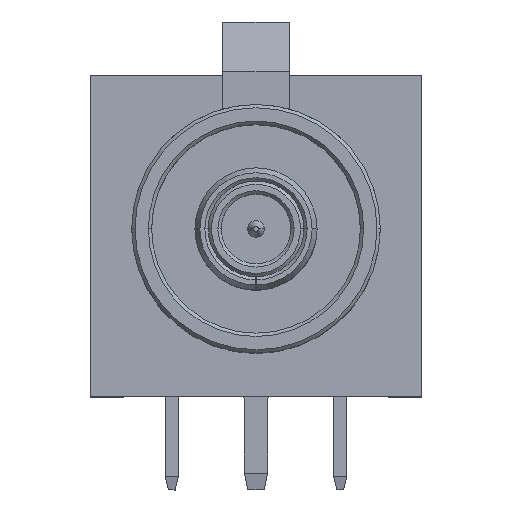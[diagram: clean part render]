
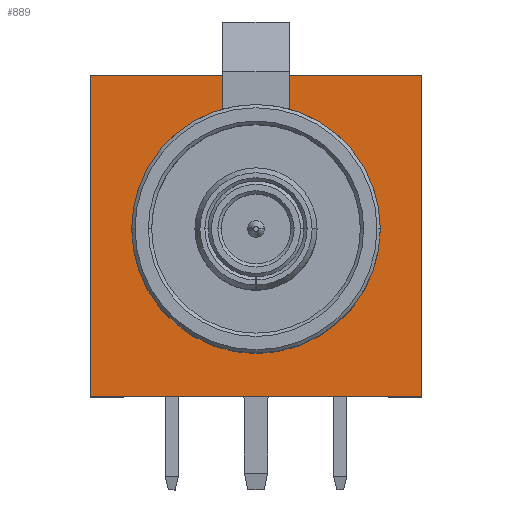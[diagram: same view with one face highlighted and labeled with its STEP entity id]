
A CAD part, top view. The second image highlights one B-rep face of the part: STEP entity #889.
In plain terms, the highlighted planar face has unit normal (0, 0, 1).
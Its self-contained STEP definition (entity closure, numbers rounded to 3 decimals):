
#52 = CARTESIAN_POINT ( 'NONE',  ( 5., -5.05, 5.98 ) ) ;
#144 = EDGE_CURVE ( 'NONE', #1893, #852, #718, .T. ) ;
#166 = DIRECTION ( 'NONE',  ( 1., 0., 0. ) ) ;
#199 = VECTOR ( 'NONE', #1964, 1000. ) ;
#237 = CARTESIAN_POINT ( 'NONE',  ( 0., 4.65, 5.98 ) ) ;
#278 = AXIS2_PLACEMENT_3D ( 'NONE', #4749, #2279, #5177 ) ;
#282 = VERTEX_POINT ( 'NONE', #4125 ) ;
#357 = DIRECTION ( 'NONE',  ( 0., 0., 1. ) ) ;
#376 = VECTOR ( 'NONE', #4780, 1000. ) ;
#446 = LINE ( 'NONE', #761, #199 ) ;
#489 = VERTEX_POINT ( 'NONE', #4965 ) ;
#598 = ORIENTED_EDGE ( 'NONE', *, *, #891, .T. ) ;
#643 = CARTESIAN_POINT ( 'NONE',  ( -1., 2.5, 5.98 ) ) ;
#659 = ORIENTED_EDGE ( 'NONE', *, *, #850, .F. ) ;
#718 = LINE ( 'NONE', #4200, #2879 ) ;
#719 = VERTEX_POINT ( 'NONE', #916 ) ;
#725 = CARTESIAN_POINT ( 'NONE',  ( 1., 3.614, 5.98 ) ) ;
#729 = ORIENTED_EDGE ( 'NONE', *, *, #5281, .F. ) ;
#761 = CARTESIAN_POINT ( 'NONE',  ( 0., -5.05, 5.98 ) ) ;
#807 = LINE ( 'NONE', #237, #4910 ) ;
#850 = EDGE_CURVE ( 'NONE', #2060, #489, #3696, .T. ) ;
#851 = VERTEX_POINT ( 'NONE', #725 ) ;
#852 = VERTEX_POINT ( 'NONE', #1542 ) ;
#889 = ADVANCED_FACE ( 'NONE', ( #2336 ), #3183, .T. ) ;
#891 = EDGE_CURVE ( 'NONE', #1944, #1893, #446, .T. ) ;
#916 = CARTESIAN_POINT ( 'NONE',  ( -1., 3.614, 5.98 ) ) ;
#1120 = CARTESIAN_POINT ( 'NONE',  ( -5., -5.05, 5.98 ) ) ;
#1436 = VECTOR ( 'NONE', #2093, 1000. ) ;
#1457 = VECTOR ( 'NONE', #3211, 1000. ) ;
#1468 = EDGE_CURVE ( 'NONE', #719, #1742, #4319, .T. ) ;
#1542 = CARTESIAN_POINT ( 'NONE',  ( 5., 4.65, 5.98 ) ) ;
#1742 = VERTEX_POINT ( 'NONE', #4898 ) ;
#1893 = VERTEX_POINT ( 'NONE', #52 ) ;
#1908 = EDGE_CURVE ( 'NONE', #1944, #282, #4835, .T. ) ;
#1944 = VERTEX_POINT ( 'NONE', #1120 ) ;
#1964 = DIRECTION ( 'NONE',  ( 1., 0., 0. ) ) ;
#2058 = CARTESIAN_POINT ( 'NONE',  ( -3.75, 0., 5.98 ) ) ;
#2060 = VERTEX_POINT ( 'NONE', #2058 ) ;
#2085 = VERTEX_POINT ( 'NONE', #3706 ) ;
#2093 = DIRECTION ( 'NONE',  ( 0., 1., 0. ) ) ;
#2162 = DIRECTION ( 'NONE',  ( 0., 1., 0. ) ) ;
#2279 = DIRECTION ( 'NONE',  ( 0., 0., 1. ) ) ;
#2336 = FACE_OUTER_BOUND ( 'NONE', #4308, .T. ) ;
#2348 = CARTESIAN_POINT ( 'NONE',  ( 0., 0., 5.98 ) ) ;
#2401 = AXIS2_PLACEMENT_3D ( 'NONE', #5074, #2588, #166 ) ;
#2437 = ORIENTED_EDGE ( 'NONE', *, *, #2907, .F. ) ;
#2528 = LINE ( 'NONE', #3951, #1457 ) ;
#2588 = DIRECTION ( 'NONE',  ( 0., 0., 1. ) ) ;
#2651 = LINE ( 'NONE', #3893, #376 ) ;
#2661 = DIRECTION ( 'NONE',  ( 1., 0., 0. ) ) ;
#2663 = DIRECTION ( 'NONE',  ( 0., 1., 0. ) ) ;
#2759 = DIRECTION ( 'NONE',  ( 1., 0., 0. ) ) ;
#2778 = CARTESIAN_POINT ( 'NONE',  ( 0., 0., 5.98 ) ) ;
#2811 = ORIENTED_EDGE ( 'NONE', *, *, #1908, .F. ) ;
#2836 = CIRCLE ( 'NONE', #278, 3.75 ) ;
#2879 = VECTOR ( 'NONE', #2162, 1000. ) ;
#2907 = EDGE_CURVE ( 'NONE', #851, #2085, #2528, .T. ) ;
#3183 = PLANE ( 'NONE',  #4950 ) ;
#3195 = DIRECTION ( 'NONE',  ( 1., 0., 0. ) ) ;
#3211 = DIRECTION ( 'NONE',  ( 0., 1., 0. ) ) ;
#3216 = VECTOR ( 'NONE', #2663, 1000. ) ;
#3280 = AXIS2_PLACEMENT_3D ( 'NONE', #2348, #5249, #2759 ) ;
#3367 = ORIENTED_EDGE ( 'NONE', *, *, #4629, .F. ) ;
#3569 = EDGE_CURVE ( 'NONE', #852, #2085, #2651, .T. ) ;
#3696 = CIRCLE ( 'NONE', #3280, 3.75 ) ;
#3706 = CARTESIAN_POINT ( 'NONE',  ( 1., 4.65, 5.98 ) ) ;
#3715 = CARTESIAN_POINT ( 'NONE',  ( -5., 4.65, 5.98 ) ) ;
#3893 = CARTESIAN_POINT ( 'NONE',  ( 0., 4.65, 5.98 ) ) ;
#3920 = EDGE_CURVE ( 'NONE', #719, #2060, #4001, .T. ) ;
#3927 = ORIENTED_EDGE ( 'NONE', *, *, #3920, .F. ) ;
#3951 = CARTESIAN_POINT ( 'NONE',  ( 1., 2.5, 5.98 ) ) ;
#4001 = CIRCLE ( 'NONE', #2401, 3.75 ) ;
#4125 = CARTESIAN_POINT ( 'NONE',  ( -5., 4.65, 5.98 ) ) ;
#4200 = CARTESIAN_POINT ( 'NONE',  ( 5., 4.65, 5.98 ) ) ;
#4250 = ORIENTED_EDGE ( 'NONE', *, *, #144, .T. ) ;
#4308 = EDGE_LOOP ( 'NONE', ( #2437, #3367, #659, #3927, #4574, #729, #2811, #598, #4250, #4488 ) ) ;
#4319 = LINE ( 'NONE', #643, #3216 ) ;
#4488 = ORIENTED_EDGE ( 'NONE', *, *, #3569, .T. ) ;
#4574 = ORIENTED_EDGE ( 'NONE', *, *, #1468, .T. ) ;
#4629 = EDGE_CURVE ( 'NONE', #489, #851, #2836, .T. ) ;
#4749 = CARTESIAN_POINT ( 'NONE',  ( 0., 0., 5.98 ) ) ;
#4780 = DIRECTION ( 'NONE',  ( -1., 0., 0. ) ) ;
#4835 = LINE ( 'NONE', #3715, #1436 ) ;
#4898 = CARTESIAN_POINT ( 'NONE',  ( -1., 4.65, 5.98 ) ) ;
#4910 = VECTOR ( 'NONE', #2661, 1000. ) ;
#4950 = AXIS2_PLACEMENT_3D ( 'NONE', #2778, #357, #3195 ) ;
#4965 = CARTESIAN_POINT ( 'NONE',  ( 3.75, 0., 5.98 ) ) ;
#5074 = CARTESIAN_POINT ( 'NONE',  ( 0., 0., 5.98 ) ) ;
#5177 = DIRECTION ( 'NONE',  ( 1., 0., 0. ) ) ;
#5249 = DIRECTION ( 'NONE',  ( 0., 0., 1. ) ) ;
#5281 = EDGE_CURVE ( 'NONE', #282, #1742, #807, .T. ) ;
